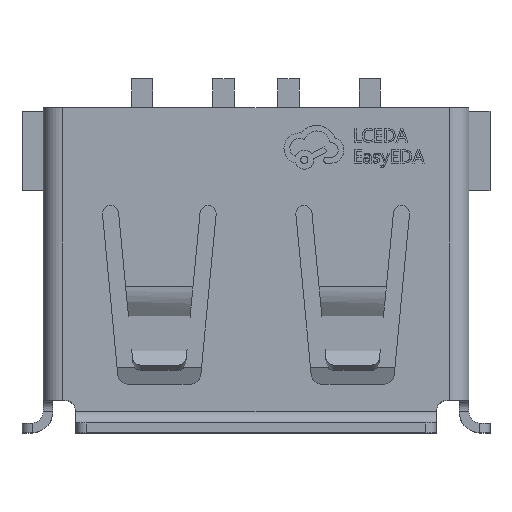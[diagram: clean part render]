
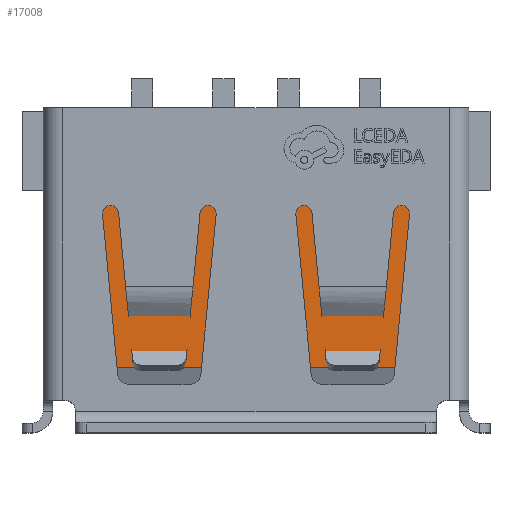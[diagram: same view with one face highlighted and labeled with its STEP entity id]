
A CAD part, top view. The second image highlights one B-rep face of the part: STEP entity #17008.
In plain terms, the highlighted planar face has unit normal (0, 0, 1).
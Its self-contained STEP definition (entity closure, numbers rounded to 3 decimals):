
#530=PLANE('',#17959);
#1104=FACE_OUTER_BOUND('',#2017,.T.);
#2017=EDGE_LOOP('',(#11173,#11174,#11175,#11176));
#3015=LINE('',#23891,#4771);
#3105=LINE('',#24077,#4861);
#3106=LINE('',#24078,#4862);
#3107=LINE('',#24079,#4863);
#4771=VECTOR('',#19386,1000.);
#4861=VECTOR('',#19540,1000.);
#4862=VECTOR('',#19541,1000.);
#4863=VECTOR('',#19542,1000.);
#6945=VERTEX_POINT('',#23888);
#6946=VERTEX_POINT('',#23890);
#7009=VERTEX_POINT('',#24075);
#7010=VERTEX_POINT('',#24076);
#8531=EDGE_CURVE('',#6946,#6945,#3015,.T.);
#8627=EDGE_CURVE('',#7009,#7010,#3105,.T.);
#8628=EDGE_CURVE('',#7010,#6946,#3106,.T.);
#8629=EDGE_CURVE('',#6945,#7009,#3107,.T.);
#11173=ORIENTED_EDGE('',*,*,#8627,.T.);
#11174=ORIENTED_EDGE('',*,*,#8628,.T.);
#11175=ORIENTED_EDGE('',*,*,#8531,.T.);
#11176=ORIENTED_EDGE('',*,*,#8629,.T.);
#17008=ADVANCED_FACE('',(#1104),#530,.F.);
#17959=AXIS2_PLACEMENT_3D('',#24074,#19538,#19539);
#19386=DIRECTION('',(-1.,0.,0.));
#19538=DIRECTION('center_axis',(0.,0.,
-1.));
#19539=DIRECTION('ref_axis',(-1.,0.,0.));
#19540=DIRECTION('',(1.,0.,0.));
#19541=DIRECTION('',(0.,1.,0.));
#19542=DIRECTION('',(0.,-1.,0.));
#23888=CARTESIAN_POINT('',(-5.3,-2.55,5.93));
#23890=CARTESIAN_POINT('',(5.3,-2.55,5.93));
#23891=CARTESIAN_POINT('',(-5.5,-2.55,5.93));
#24074=CARTESIAN_POINT('Origin',(-5.5,-20.151,5.93));
#24075=CARTESIAN_POINT('',(-5.3,-8.,5.93));
#24076=CARTESIAN_POINT('',(5.3,-8.,5.93));
#24077=CARTESIAN_POINT('',(5.5,-8.,5.93));
#24078=CARTESIAN_POINT('',(5.3,-20.151,5.93));
#24079=CARTESIAN_POINT('',(-5.3,-20.151,5.93));
